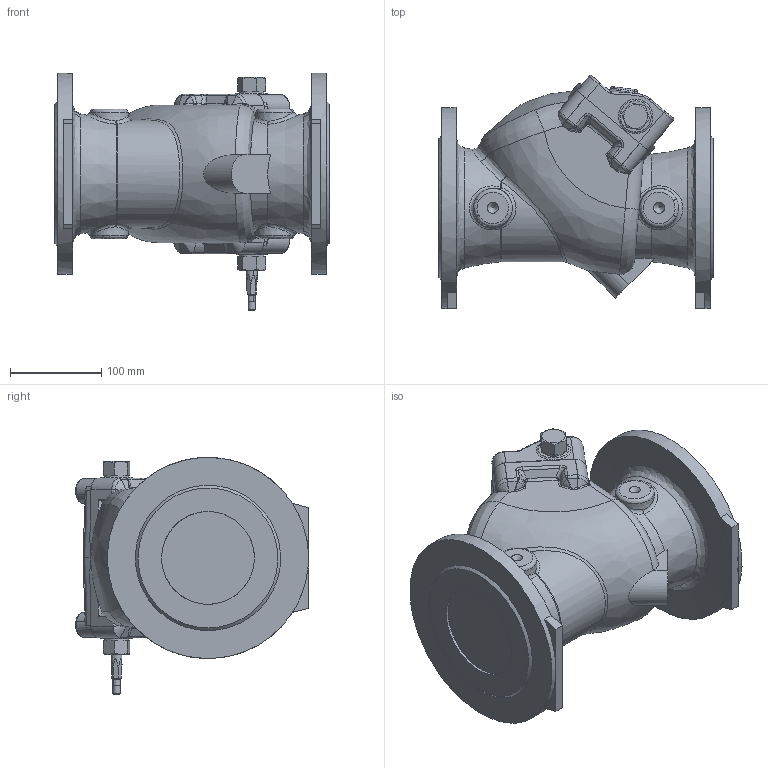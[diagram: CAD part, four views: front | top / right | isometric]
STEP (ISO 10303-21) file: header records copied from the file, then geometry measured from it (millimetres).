
FILE_DESCRIPTION (( 'STEP AP203' ), '1' );
FILE_NAME ('O_41_60_DN100.STEP', '2014-09-05T05:31:59', ( '' ), ( '' ), 'SwSTEP 2.0', 'SolidWorks 2012', '' );
FILE_SCHEMA (( 'CONFIG_CONTROL_DESIGN' ));
Length unit declared in the file: millimetre
Products named in the file (1): O_41_60_DN100
Bounding box: 300 x 254.96 x 259.5 mm (x, y, z)
Volume: 6848678.1 mm3; surface area: 327230.6 mm2
Topology: 1 solids, 1 shells, 418 faces, 1069 edges, 646 vertices
Faces by surface type: bspline 209, plane 97, cylinder 82, cone 30
Full cylindrical faces by diameter (mm): 8.066 x1, 101.6 x2, 220 x2
Entity records: 34688 total; most frequent: CARTESIAN_POINT 26960, ORIENTED_EDGE 2026, EDGE_CURVE 1013, DIRECTION 923, VERTEX_POINT 630, B_SPLINE_CURVE_WITH_KNOTS 548, EDGE_LOOP 451, FACE_OUTER_BOUND 427
